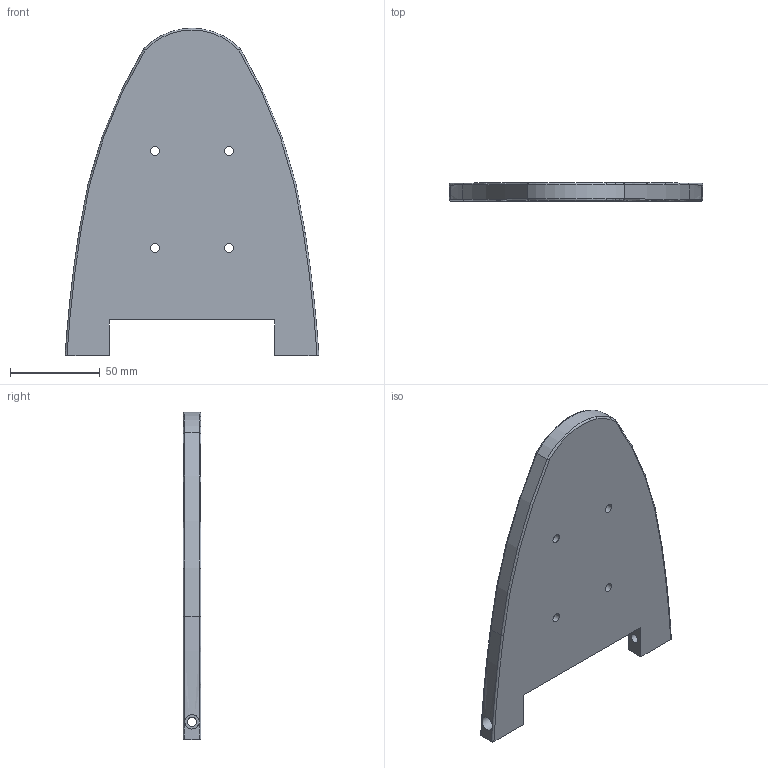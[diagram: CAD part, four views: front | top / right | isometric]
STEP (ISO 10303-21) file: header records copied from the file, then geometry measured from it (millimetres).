
FILE_DESCRIPTION(/* description */ (''),/* implementation_level */ '2;1');
FILE_NAME(/* name */ 'nose.stp',/* time_stamp */ '2023-07-17T22:18:56-07:00',/* author */ ('devan'),/* organization */ (''),/* preprocessor_version */ 'ST-DEVELOPER v19.2',/* originating_system */ 'Autodesk Inventor 2024',/* authorisation */ '');
FILE_SCHEMA (('AUTOMOTIVE_DESIGN { 1 0 10303 214 3 1 1 }'));
Length unit declared in the file: millimetre
Products named in the file (1): Part1
Bounding box: 141.28 x 10 x 182.4 mm (x, y, z)
Volume: 173768.5 mm3; surface area: 44054.1 mm2
Topology: 1 solids, 1 shells, 40 faces, 95 edges, 58 vertices
Faces by surface type: cylinder 16, plane 10, torus 10, cone 4
Full cylindrical faces by diameter (mm): 5 x7, 8 x2
Entity records: 1382 total; most frequent: CARTESIAN_POINT 390, DIRECTION 203, ORIENTED_EDGE 190, EDGE_CURVE 95, AXIS2_PLACEMENT_3D 85, VERTEX_POINT 58, EDGE_LOOP 53, CIRCLE 44
